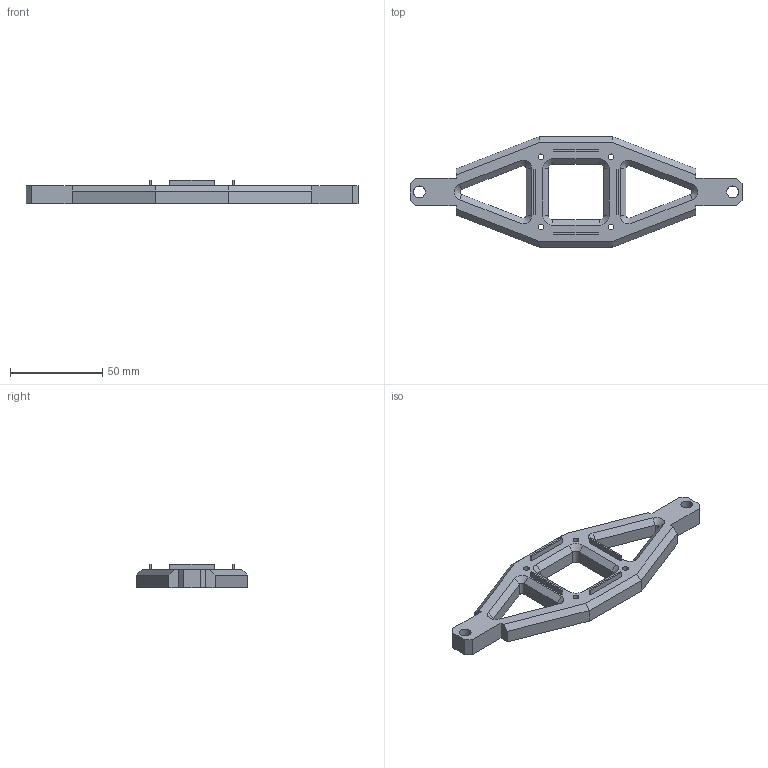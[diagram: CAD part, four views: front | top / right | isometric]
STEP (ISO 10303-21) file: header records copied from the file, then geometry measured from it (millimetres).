
FILE_DESCRIPTION(('CATIA V5 STEP Exchange'),'2;1');
FILE_NAME('TS10008.stp','2021-10-09T18:41:22+00:00',('none'),('none'),'CATIA Version 5 Release 21 GA (IN-10)','CATIA V5 STEP AP214','none');
FILE_SCHEMA(('AUTOMOTIVE_DESIGN { 1 0 10303 214 1 1 1 1 }'));
Length unit declared in the file: millimetre
Products named in the file (1): TS10008
Bounding box: 180 x 60 x 13 mm (x, y, z)
Volume: 45674.5 mm3; surface area: 17438.4 mm2
Topology: 1 solids, 1 shells, 102 faces, 264 edges, 168 vertices
Faces by surface type: plane 70, cylinder 22, cone 10
Entity records: 2975 total; most frequent: ORIENTED_EDGE 528, CARTESIAN_POINT 520, DIRECTION 426, EDGE_CURVE 264, VECTOR 206, LINE 206, VERTEX_POINT 168, AXIS2_PLACEMENT_3D 138
